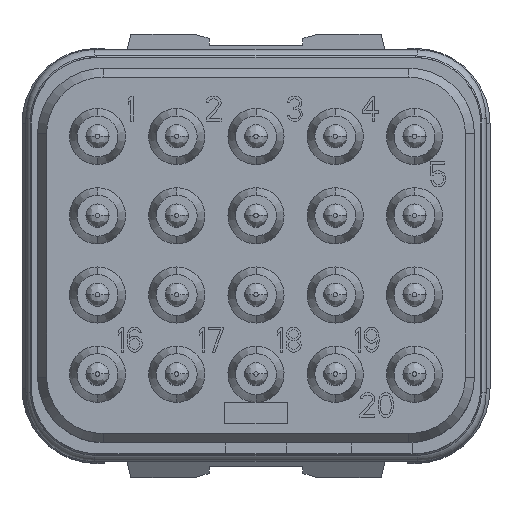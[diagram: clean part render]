
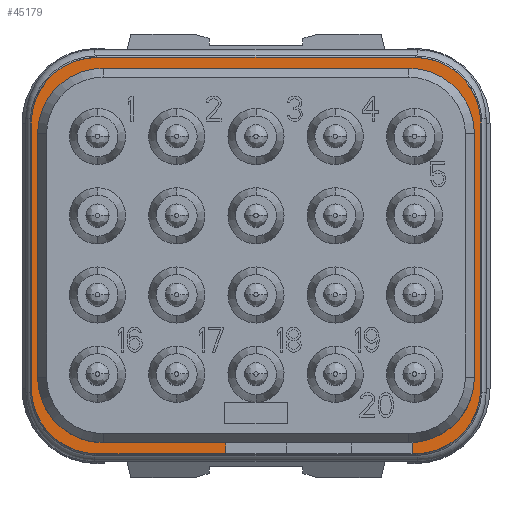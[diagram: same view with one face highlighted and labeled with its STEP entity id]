
A CAD part, top view. The second image highlights one B-rep face of the part: STEP entity #45179.
In plain terms, the highlighted planar face has unit normal (0, 0, 1).
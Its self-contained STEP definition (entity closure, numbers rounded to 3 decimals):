
#1=DIRECTION('',(0.,-1.,0.));
#2=VECTOR('',#1,0.35);
#3=CARTESIAN_POINT('',(-0.975,-6.,1.34));
#4=LINE('',#3,#2);
#5=DIRECTION('',(-1.,0.,0.));
#6=VECTOR('',#5,4.125);
#7=CARTESIAN_POINT('',(-0.975,-6.35,1.34));
#8=LINE('',#7,#6);
#9=DIRECTION('',(0.,1.,0.));
#10=VECTOR('',#9,8.5);
#11=CARTESIAN_POINT('',(-7.2,-4.25,1.34));
#12=LINE('',#11,#10);
#13=DIRECTION('',(1.,0.,0.));
#14=VECTOR('',#13,10.2);
#15=CARTESIAN_POINT('',(-5.1,6.35,1.34));
#16=LINE('',#15,#14);
#17=DIRECTION('',(0.,-1.,0.));
#18=VECTOR('',#17,8.5);
#19=CARTESIAN_POINT('',(7.2,4.25,1.34));
#20=LINE('',#19,#18);
#21=DIRECTION('',(-1.,0.,0.));
#22=VECTOR('',#21,0.1);
#23=CARTESIAN_POINT('',(5.1,-6.35,1.34));
#24=LINE('',#23,#22);
#25=DIRECTION('',(0.,1.,0.));
#26=VECTOR('',#25,0.352);
#27=CARTESIAN_POINT('',(5.,-6.35,1.34));
#28=LINE('',#27,#26);
#29=CARTESIAN_POINT('',(4.9,-3.9,1.34));
#30=DIRECTION('',(0.,0.,1.));
#31=DIRECTION('',(0.048,-0.999,0.));
#32=AXIS2_PLACEMENT_3D('',#29,#30,#31);
#34=DIRECTION('',(0.,1.,0.));
#35=VECTOR('',#34,7.8);
#36=CARTESIAN_POINT('',(7.,-3.9,1.34));
#37=LINE('',#36,#35);
#38=CARTESIAN_POINT('',(4.9,3.9,1.34));
#39=DIRECTION('',(0.,0.,1.));
#40=DIRECTION('',(1.,0.,0.));
#41=AXIS2_PLACEMENT_3D('',#38,#39,#40);
#43=DIRECTION('',(-1.,0.,0.));
#44=VECTOR('',#43,9.8);
#45=CARTESIAN_POINT('',(4.9,6.,1.34));
#46=LINE('',#45,#44);
#47=CARTESIAN_POINT('',(-4.9,3.9,1.34));
#48=DIRECTION('',(0.,0.,1.));
#49=DIRECTION('',(0.,1.,0.));
#50=AXIS2_PLACEMENT_3D('',#47,#48,#49);
#52=DIRECTION('',(0.,-1.,0.));
#53=VECTOR('',#52,7.8);
#54=CARTESIAN_POINT('',(-7.,3.9,1.34));
#55=LINE('',#54,#53);
#56=CARTESIAN_POINT('',(-4.9,-3.9,1.34));
#57=DIRECTION('',(0.,0.,1.));
#58=DIRECTION('',(-1.,0.,0.));
#59=AXIS2_PLACEMENT_3D('',#56,#57,#58);
#61=DIRECTION('',(1.,0.,0.));
#62=VECTOR('',#61,3.925);
#63=CARTESIAN_POINT('',(-4.9,-6.,1.34));
#64=LINE('',#63,#62);
#285=CARTESIAN_POINT('',(5.1,-4.25,1.34));
#286=DIRECTION('',(0.,0.,-1.));
#287=DIRECTION('',(1.,0.,0.));
#288=AXIS2_PLACEMENT_3D('',#285,#286,#287);
#358=CARTESIAN_POINT('',(5.1,4.25,1.34));
#359=DIRECTION('',(0.,0.,-1.));
#360=DIRECTION('',(0.,1.,0.));
#361=AXIS2_PLACEMENT_3D('',#358,#359,#360);
#431=CARTESIAN_POINT('',(-5.1,4.25,1.34));
#432=DIRECTION('',(0.,0.,-1.));
#433=DIRECTION('',(-1.,0.,0.));
#434=AXIS2_PLACEMENT_3D('',#431,#432,#433);
#504=CARTESIAN_POINT('',(-5.1,-4.25,1.34));
#505=DIRECTION('',(0.,0.,-1.));
#506=DIRECTION('',(0.,-1.,0.));
#507=AXIS2_PLACEMENT_3D('',#504,#505,#506);
#36962=CARTESIAN_POINT('',(5.1,6.35,1.34));
#36963=CARTESIAN_POINT('',(7.2,4.25,1.34));
#36964=VERTEX_POINT('',#36962);
#36965=VERTEX_POINT('',#36963);
#36966=CARTESIAN_POINT('',(-7.2,4.25,1.34));
#36967=CARTESIAN_POINT('',(-5.1,6.35,1.34));
#36968=VERTEX_POINT('',#36966);
#36969=VERTEX_POINT('',#36967);
#36970=CARTESIAN_POINT('',(-5.1,-6.35,1.34));
#36971=CARTESIAN_POINT('',(-7.2,-4.25,1.34));
#36972=VERTEX_POINT('',#36970);
#36973=VERTEX_POINT('',#36971);
#36974=CARTESIAN_POINT('',(7.2,-4.25,1.34));
#36975=CARTESIAN_POINT('',(5.1,-6.35,1.34));
#36976=VERTEX_POINT('',#36974);
#36977=VERTEX_POINT('',#36975);
#37062=CARTESIAN_POINT('',(-7.,3.9,1.34));
#37063=CARTESIAN_POINT('',(-7.,-3.9,1.34));
#37064=VERTEX_POINT('',#37062);
#37065=VERTEX_POINT('',#37063);
#37066=CARTESIAN_POINT('',(-4.9,-6.,1.34));
#37067=VERTEX_POINT('',#37066);
#37068=CARTESIAN_POINT('',(7.,-3.9,1.34));
#37069=CARTESIAN_POINT('',(7.,3.9,1.34));
#37070=VERTEX_POINT('',#37068);
#37071=VERTEX_POINT('',#37069);
#37072=CARTESIAN_POINT('',(4.9,6.,1.34));
#37073=VERTEX_POINT('',#37072);
#37074=CARTESIAN_POINT('',(-4.9,6.,1.34));
#37075=VERTEX_POINT('',#37074);
#37416=CARTESIAN_POINT('',(5.,-6.35,1.34));
#37417=VERTEX_POINT('',#37416);
#37426=CARTESIAN_POINT('',(5.,-5.998,1.34));
#37427=VERTEX_POINT('',#37426);
#37442=CARTESIAN_POINT('',(-0.975,-6.,1.34));
#37443=CARTESIAN_POINT('',(-0.975,-6.35,1.34));
#37444=VERTEX_POINT('',#37442);
#37445=VERTEX_POINT('',#37443);
#45134=CARTESIAN_POINT('',(0.,0.,1.34));
#45135=DIRECTION('',(0.,0.,1.));
#45136=DIRECTION('',(1.,0.,0.));
#45137=AXIS2_PLACEMENT_3D('',#45134,#45135,#45136);
#45138=PLANE('',#45137);
#45140=ORIENTED_EDGE('',*,*,#45139,.T.);
#45142=ORIENTED_EDGE('',*,*,#45141,.T.);
#45144=ORIENTED_EDGE('',*,*,#45143,.T.);
#45146=ORIENTED_EDGE('',*,*,#45145,.T.);
#45148=ORIENTED_EDGE('',*,*,#45147,.T.);
#45150=ORIENTED_EDGE('',*,*,#45149,.T.);
#45152=ORIENTED_EDGE('',*,*,#45151,.T.);
#45154=ORIENTED_EDGE('',*,*,#45153,.T.);
#45156=ORIENTED_EDGE('',*,*,#45155,.T.);
#45158=ORIENTED_EDGE('',*,*,#45157,.T.);
#45160=ORIENTED_EDGE('',*,*,#45159,.T.);
#45162=ORIENTED_EDGE('',*,*,#45161,.T.);
#45164=ORIENTED_EDGE('',*,*,#45163,.T.);
#45166=ORIENTED_EDGE('',*,*,#45165,.T.);
#45168=ORIENTED_EDGE('',*,*,#45167,.T.);
#45170=ORIENTED_EDGE('',*,*,#45169,.T.);
#45172=ORIENTED_EDGE('',*,*,#45171,.T.);
#45174=ORIENTED_EDGE('',*,*,#45173,.T.);
#45176=ORIENTED_EDGE('',*,*,#45175,.T.);
#45177=EDGE_LOOP('',(#45140,#45142,#45144,#45146,#45148,#45150,#45152,#45154,
#45156,#45158,#45160,#45162,#45164,#45166,#45168,#45170,#45172,#45174,#45176));
#45178=FACE_OUTER_BOUND('',#45177,.F.);
#45179=ADVANCED_FACE('',(#45178),#45138,.T.);
#33=CIRCLE('',#32,2.1);
#42=CIRCLE('',#41,2.1);
#51=CIRCLE('',#50,2.1);
#60=CIRCLE('',#59,2.1);
#289=CIRCLE('',#288,2.1);
#362=CIRCLE('',#361,2.1);
#435=CIRCLE('',#434,2.1);
#508=CIRCLE('',#507,2.1);
#45139=EDGE_CURVE('',#37444,#37445,#4,.T.);
#45141=EDGE_CURVE('',#37445,#36972,#8,.T.);
#45143=EDGE_CURVE('',#36972,#36973,#508,.T.);
#45145=EDGE_CURVE('',#36973,#36968,#12,.T.);
#45147=EDGE_CURVE('',#36968,#36969,#435,.T.);
#45149=EDGE_CURVE('',#36969,#36964,#16,.T.);
#45151=EDGE_CURVE('',#36964,#36965,#362,.T.);
#45153=EDGE_CURVE('',#36965,#36976,#20,.T.);
#45155=EDGE_CURVE('',#36976,#36977,#289,.T.);
#45157=EDGE_CURVE('',#36977,#37417,#24,.T.);
#45159=EDGE_CURVE('',#37417,#37427,#28,.T.);
#45161=EDGE_CURVE('',#37427,#37070,#33,.T.);
#45163=EDGE_CURVE('',#37070,#37071,#37,.T.);
#45165=EDGE_CURVE('',#37071,#37073,#42,.T.);
#45167=EDGE_CURVE('',#37073,#37075,#46,.T.);
#45169=EDGE_CURVE('',#37075,#37064,#51,.T.);
#45171=EDGE_CURVE('',#37064,#37065,#55,.T.);
#45173=EDGE_CURVE('',#37065,#37067,#60,.T.);
#45175=EDGE_CURVE('',#37067,#37444,#64,.T.);
